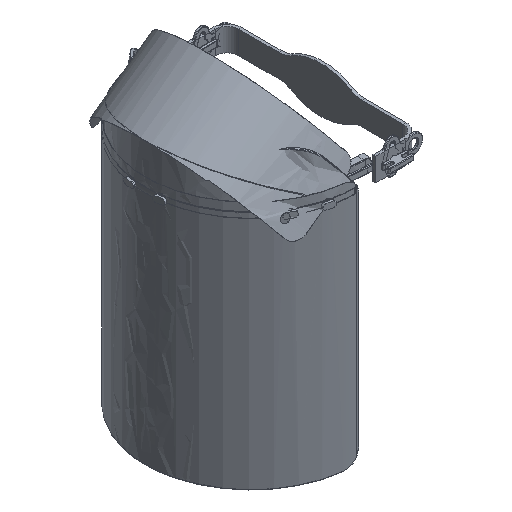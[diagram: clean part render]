
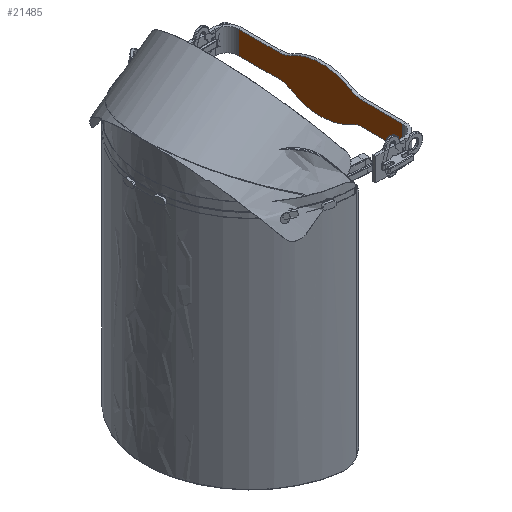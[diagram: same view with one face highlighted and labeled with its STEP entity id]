
A CAD part, isometric view. The second image highlights one B-rep face of the part: STEP entity #21485.
In plain terms, the highlighted planar face has unit normal (-1, 0, 0).
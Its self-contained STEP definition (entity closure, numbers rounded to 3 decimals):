
#21180=AXIS2_PLACEMENT_3D('Circle Axis2P3D',#21178,#21179,$) ;
#21211=AXIS2_PLACEMENT_3D('Circle Axis2P3D',#21209,#21210,$) ;
#21242=AXIS2_PLACEMENT_3D('Circle Axis2P3D',#21240,#21241,$) ;
#21429=AXIS2_PLACEMENT_3D('Plane Axis2P3D',#21426,#21427,#21428) ;
#21031=CARTESIAN_POINT('Vertex',(60.654,-71.235,215.5)) ;
#21034=CARTESIAN_POINT('Line Origine',(60.654,-71.235,205.5)) ;
#21038=CARTESIAN_POINT('Vertex',(60.654,-71.235,195.5)) ;
#21133=CARTESIAN_POINT('Line Origine',(60.654,-53.614,215.5)) ;
#21137=CARTESIAN_POINT('Vertex',(60.654,-35.992,215.5)) ;
#21175=CARTESIAN_POINT('Vertex',(60.654,-25.69,218.357)) ;
#21178=CARTESIAN_POINT('Axis2P3D Location',(60.654,-35.992,235.5)) ;
#21206=CARTESIAN_POINT('Vertex',(60.654,25.817,218.357)) ;
#21209=CARTESIAN_POINT('Axis2P3D Location',(60.654,0.064,175.5)) ;
#21237=CARTESIAN_POINT('Vertex',(60.654,36.119,215.5)) ;
#21240=CARTESIAN_POINT('Axis2P3D Location',(60.654,36.119,235.5)) ;
#21268=CARTESIAN_POINT('Vertex',(60.654,71.363,215.5)) ;
#21271=CARTESIAN_POINT('Line Origine',(60.654,53.741,215.5)) ;
#21394=CARTESIAN_POINT('Vertex',(60.654,71.363,195.5)) ;
#21414=CARTESIAN_POINT('Line Origine',(60.654,71.363,205.5)) ;
#21426=CARTESIAN_POINT('Axis2P3D Location',(60.654,0.064,217.877)) ;
#21431=CARTESIAN_POINT('Line Origine',(60.654,0.064,195.5)) ;
#21435=CARTESIAN_POINT('Vertex',(60.654,36.119,195.5)) ;
#21439=CARTESIAN_POINT('Control Point',(60.654,36.119,195.5)) ;
#21440=CARTESIAN_POINT('Control Point',(60.654,33.414,195.5)) ;
#21441=CARTESIAN_POINT('Control Point',(60.654,30.707,195.012)) ;
#21442=CARTESIAN_POINT('Control Point',(60.654,28.136,194.036)) ;
#21443=CARTESIAN_POINT('Control Point',(60.654,25.817,192.643)) ;
#21444=CARTESIAN_POINT('Vertex',(60.654,25.817,192.643)) ;
#21448=CARTESIAN_POINT('Control Point',(60.654,-25.69,192.643)) ;
#21449=CARTESIAN_POINT('Control Point',(60.654,-16.414,187.069)) ;
#21450=CARTESIAN_POINT('Control Point',(60.654,-5.631,184.002)) ;
#21451=CARTESIAN_POINT('Control Point',(60.654,5.758,184.002)) ;
#21452=CARTESIAN_POINT('Control Point',(60.654,16.541,187.069)) ;
#21453=CARTESIAN_POINT('Control Point',(60.654,25.817,192.643)) ;
#21454=CARTESIAN_POINT('Vertex',(60.654,-25.69,192.643)) ;
#21458=CARTESIAN_POINT('Control Point',(60.654,-25.69,192.643)) ;
#21459=CARTESIAN_POINT('Control Point',(60.654,-28.009,194.036)) ;
#21460=CARTESIAN_POINT('Control Point',(60.654,-30.58,195.012)) ;
#21461=CARTESIAN_POINT('Control Point',(60.654,-33.286,195.5)) ;
#21462=CARTESIAN_POINT('Control Point',(60.654,-35.992,195.5)) ;
#21463=CARTESIAN_POINT('Vertex',(60.654,-35.992,195.5)) ;
#21466=CARTESIAN_POINT('Line Origine',(60.654,0.064,195.5)) ;
#21035=DIRECTION('Vector Direction',(0.,0.,-1.)) ;
#21134=DIRECTION('Vector Direction',(0.,-1.,0.)) ;
#21179=DIRECTION('Axis2P3D Direction',(1.,0.,0.)) ;
#21210=DIRECTION('Axis2P3D Direction',(1.,0.,0.)) ;
#21241=DIRECTION('Axis2P3D Direction',(1.,0.,0.)) ;
#21272=DIRECTION('Vector Direction',(0.,-1.,0.)) ;
#21415=DIRECTION('Vector Direction',(0.,0.,-1.)) ;
#21427=DIRECTION('Axis2P3D Direction',(1.,0.,0.)) ;
#21428=DIRECTION('Axis2P3D XDirection',(0.,1.,0.)) ;
#21432=DIRECTION('Vector Direction',(0.,1.,0.)) ;
#21467=DIRECTION('Vector Direction',(0.,1.,0.)) ;
#21036=VECTOR('Line Direction',#21035,1.) ;
#21135=VECTOR('Line Direction',#21134,1.) ;
#21273=VECTOR('Line Direction',#21272,1.) ;
#21416=VECTOR('Line Direction',#21415,1.) ;
#21433=VECTOR('Line Direction',#21432,1.) ;
#21468=VECTOR('Line Direction',#21467,1.) ;
#21472=ORIENTED_EDGE('',*,*,#21139,.F.) ;
#21473=ORIENTED_EDGE('',*,*,#21182,.T.) ;
#21474=ORIENTED_EDGE('',*,*,#21213,.F.) ;
#21475=ORIENTED_EDGE('',*,*,#21244,.T.) ;
#21476=ORIENTED_EDGE('',*,*,#21275,.F.) ;
#21477=ORIENTED_EDGE('',*,*,#21418,.T.) ;
#21478=ORIENTED_EDGE('',*,*,#21437,.T.) ;
#21479=ORIENTED_EDGE('',*,*,#21446,.T.) ;
#21480=ORIENTED_EDGE('',*,*,#21456,.F.) ;
#21481=ORIENTED_EDGE('',*,*,#21465,.T.) ;
#21482=ORIENTED_EDGE('',*,*,#21470,.T.) ;
#21483=ORIENTED_EDGE('',*,*,#21040,.F.) ;
#21485=ADVANCED_FACE('PartBody',(#21484),#21430,.F.) ;
#21438=B_SPLINE_CURVE_WITH_KNOTS('',4,(#21439,#21440,#21441,#21442,#21443),.UNSPECIFIED.,.F.,.U.,(5,5),(31.416,42.238),.UNSPECIFIED.) ;
#21447=B_SPLINE_CURVE_WITH_KNOTS('',5,(#21448,#21449,#21450,#21451,#21452,#21453),.UNSPECIFIED.,.F.,.U.,(6,6),(208.564,262.674),.UNSPECIFIED.) ;
#21457=B_SPLINE_CURVE_WITH_KNOTS('',4,(#21458,#21459,#21460,#21461,#21462),.UNSPECIFIED.,.F.,.U.,(5,5),(20.594,31.416),.UNSPECIFIED.) ;
#21181=CIRCLE('generated circle',#21180,20.) ;
#21212=CIRCLE('generated circle',#21211,50.) ;
#21243=CIRCLE('generated circle',#21242,20.) ;
#21040=EDGE_CURVE('',#21032,#21039,#21037,.T.) ;
#21139=EDGE_CURVE('',#21138,#21032,#21136,.T.) ;
#21182=EDGE_CURVE('',#21138,#21176,#21181,.T.) ;
#21213=EDGE_CURVE('',#21207,#21176,#21212,.T.) ;
#21244=EDGE_CURVE('',#21207,#21238,#21243,.T.) ;
#21275=EDGE_CURVE('',#21269,#21238,#21274,.T.) ;
#21418=EDGE_CURVE('',#21269,#21395,#21417,.T.) ;
#21437=EDGE_CURVE('',#21395,#21436,#21434,.F.) ;
#21446=EDGE_CURVE('',#21436,#21445,#21438,.T.) ;
#21456=EDGE_CURVE('',#21455,#21445,#21447,.T.) ;
#21465=EDGE_CURVE('',#21455,#21464,#21457,.T.) ;
#21470=EDGE_CURVE('',#21464,#21039,#21469,.F.) ;
#21471=EDGE_LOOP('',(#21472,#21473,#21474,#21475,#21476,#21477,#21478,#21479,#21480,#21481,#21482,#21483)) ;
#21484=FACE_OUTER_BOUND('',#21471,.T.) ;
#21037=LINE('Line',#21034,#21036) ;
#21136=LINE('Line',#21133,#21135) ;
#21274=LINE('Line',#21271,#21273) ;
#21417=LINE('Line',#21414,#21416) ;
#21434=LINE('Line',#21431,#21433) ;
#21469=LINE('Line',#21466,#21468) ;
#21430=PLANE('',#21429) ;
#21032=VERTEX_POINT('',#21031) ;
#21039=VERTEX_POINT('',#21038) ;
#21138=VERTEX_POINT('',#21137) ;
#21176=VERTEX_POINT('',#21175) ;
#21207=VERTEX_POINT('',#21206) ;
#21238=VERTEX_POINT('',#21237) ;
#21269=VERTEX_POINT('',#21268) ;
#21395=VERTEX_POINT('',#21394) ;
#21436=VERTEX_POINT('',#21435) ;
#21445=VERTEX_POINT('',#21444) ;
#21455=VERTEX_POINT('',#21454) ;
#21464=VERTEX_POINT('',#21463) ;
